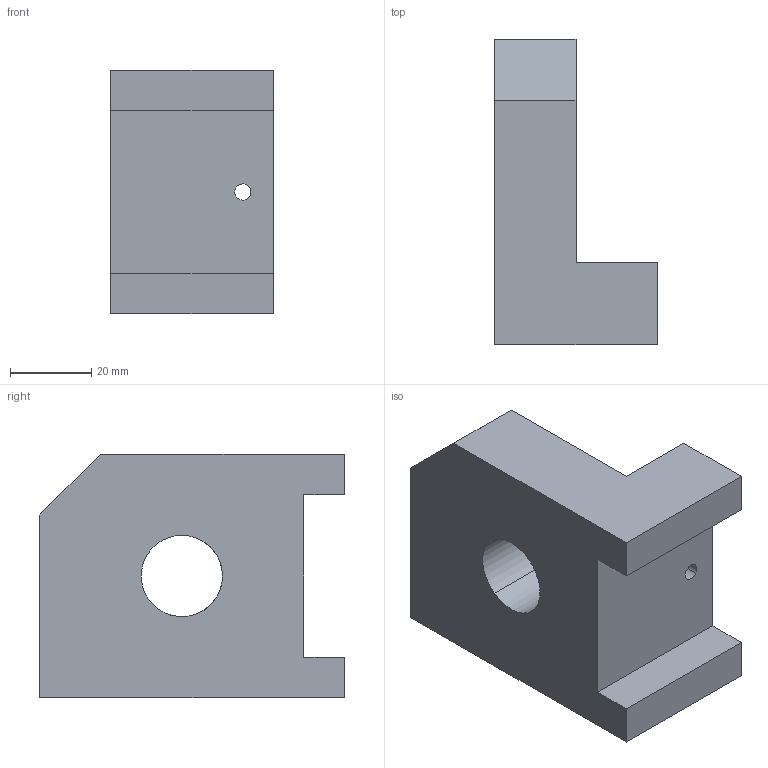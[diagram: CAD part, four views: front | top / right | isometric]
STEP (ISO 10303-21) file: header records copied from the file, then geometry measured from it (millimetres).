
FILE_DESCRIPTION(('STEP AP214'),'1');
FILE_NAME('S39.step','2022-02-01T16:12:39',('Cubit 15.2'),(' '),'Spatial InterOp 3D',' ',' ');
FILE_SCHEMA(('automotive_design'));
Length unit declared in the file: millimetre
Products named in the file (1): 1
Bounding box: 40 x 75 x 60 mm (x, y, z)
Volume: 89341.2 mm3; surface area: 17928.1 mm2
Topology: 1 solids, 1 shells, 17 faces, 47 edges, 32 vertices
Faces by surface type: plane 13, cylinder 4
Entity records: 568 total; most frequent: CARTESIAN_POINT 99, ORIENTED_EDGE 94, DIRECTION 91, EDGE_CURVE 47, LINE 35, VECTOR 35, VERTEX_POINT 32, AXIS2_PLACEMENT_3D 28
